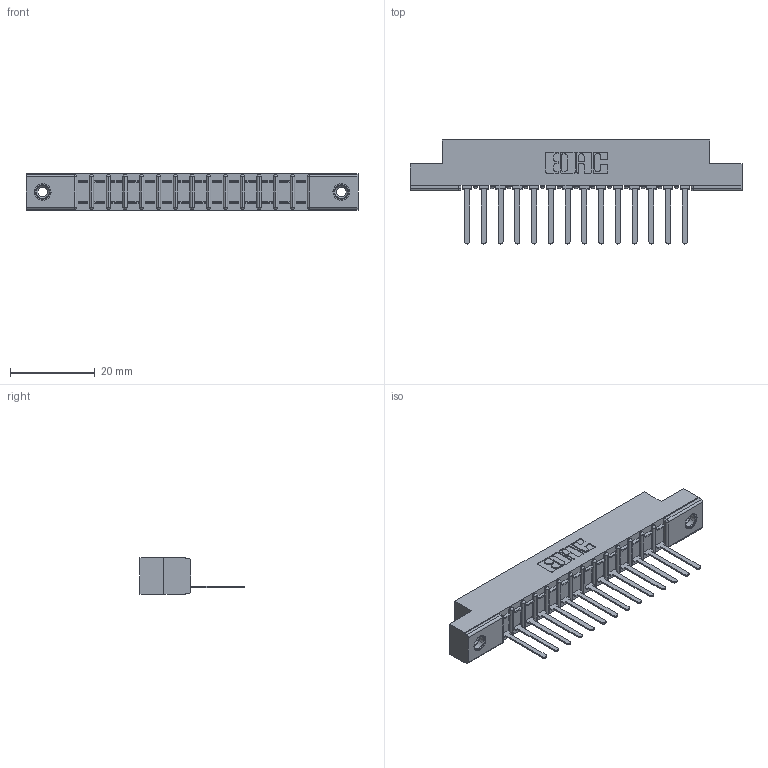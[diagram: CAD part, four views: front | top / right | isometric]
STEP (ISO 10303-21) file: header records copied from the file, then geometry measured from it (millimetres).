
FILE_DESCRIPTION (( 'STEP AP203' ), '1' );
FILE_NAME ('307-014-441-108.STEP', '2020-09-25T15:50:44', ( '' ), ( '' ), 'SwSTEP 2.0', 'SolidWorks 2020', '' );
FILE_SCHEMA (( 'CONFIG_CONTROL_DESIGN' ));
Length unit declared in the file: inch
Products named in the file (4): 307 Part_.156 Dia Mounting Holes; 307-290-002_541; 345-250-001_345-250-003-102; 307-014-441-108
Assembly tree (17 placements, depth 2):
  307-014-441-108
    307 Part_.156 Dia Mounting Holes
    307-290-002_541  x14
    345-250-001_345-250-003-102  x2
Bounding box: 78.49 x 24.59 x 8.71 mm (x, y, z)
Volume: 5210.3 mm3; surface area: 9289.1 mm2
Topology: 17 solids, 17 shells, 1229 faces, 3707 edges, 2422 vertices
Faces by surface type: plane 732, cylinder 451, sphere 30, cone 12, torus 4
Entity records: 17357 total; most frequent: CARTESIAN_POINT 2903, ORIENTED_EDGE 2886, DIRECTION 2843, EDGE_CURVE 1443, VECTOR 1091, LINE 1091, VERTEX_POINT 936, AXIS2_PLACEMENT_3D 876
